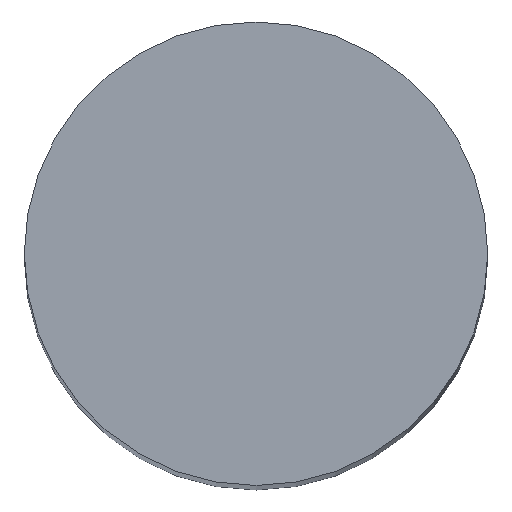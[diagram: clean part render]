
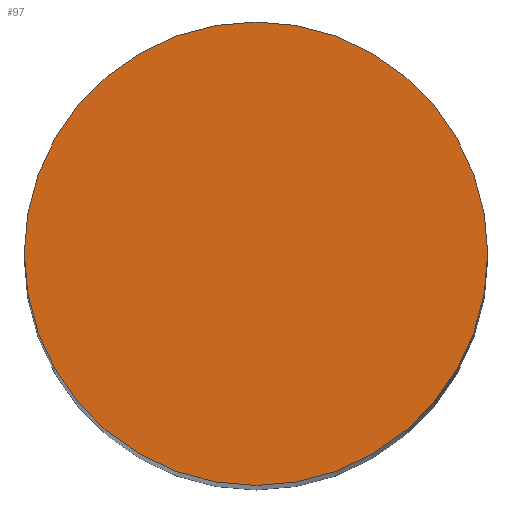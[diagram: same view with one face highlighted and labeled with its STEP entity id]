
A CAD part, top view. The second image highlights one B-rep face of the part: STEP entity #97.
In plain terms, the highlighted planar face has unit normal (0, 0, 1).
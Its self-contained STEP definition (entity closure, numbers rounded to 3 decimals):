
#21=CIRCLE('',#127,7.5);
#22=CIRCLE('',#128,7.5);
#28=FACE_OUTER_BOUND('',#35,.T.);
#35=EDGE_LOOP('',(#85,#86));
#52=VERTEX_POINT('',#181);
#53=VERTEX_POINT('',#182);
#62=EDGE_CURVE('',#52,#53,#21,.T.);
#63=EDGE_CURVE('',#53,#52,#22,.T.);
#85=ORIENTED_EDGE('',*,*,#62,.T.);
#86=ORIENTED_EDGE('',*,*,#63,.T.);
#91=PLANE('',#129);
#97=ADVANCED_FACE('',(#28),#91,.T.);
#127=AXIS2_PLACEMENT_3D('',#183,#154,#155);
#128=AXIS2_PLACEMENT_3D('',#184,#156,#157);
#129=AXIS2_PLACEMENT_3D('',#186,#159,#160);
#154=DIRECTION('center_axis',(0.,0.,1.));
#155=DIRECTION('ref_axis',(1.,0.,0.));
#156=DIRECTION('center_axis',(0.,0.,1.));
#157=DIRECTION('ref_axis',(1.,0.,0.));
#159=DIRECTION('center_axis',(0.,0.,1.));
#160=DIRECTION('ref_axis',(1.,0.,0.));
#181=CARTESIAN_POINT('',(7.5,0.,42.));
#182=CARTESIAN_POINT('',(-7.5,0.,42.));
#183=CARTESIAN_POINT('Origin',(0.,0.,42.));
#184=CARTESIAN_POINT('Origin',(0.,0.,42.));
#186=CARTESIAN_POINT('Origin',(0.,0.,42.));
